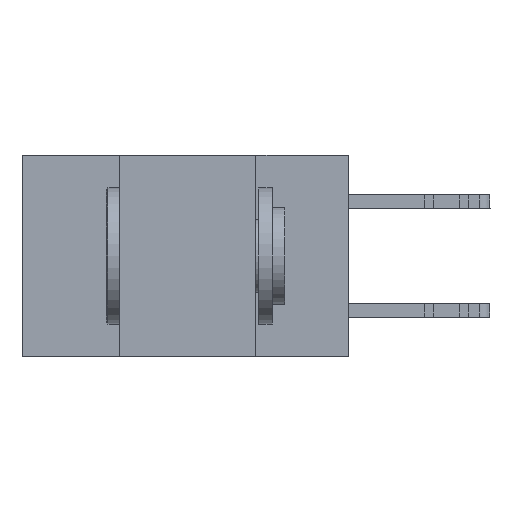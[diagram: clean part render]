
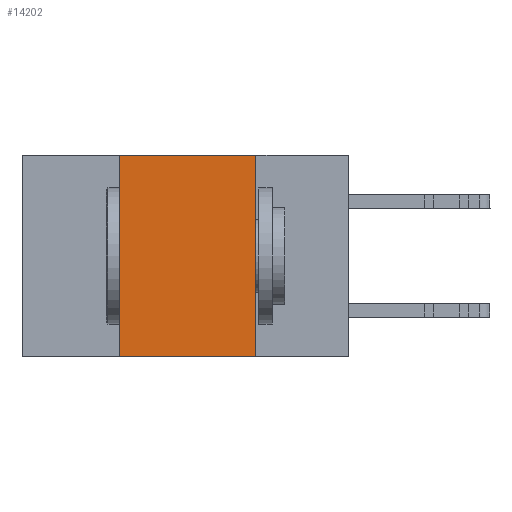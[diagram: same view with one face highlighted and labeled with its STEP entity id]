
A CAD part, left-side view. The second image highlights one B-rep face of the part: STEP entity #14202.
In plain terms, the highlighted planar face has unit normal (-1, 0, 0).
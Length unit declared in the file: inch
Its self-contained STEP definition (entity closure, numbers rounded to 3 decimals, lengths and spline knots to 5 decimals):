
#77 = EDGE_CURVE ( 'NONE', #19430, #3775, #18232, .T. ) ;
#79 = CARTESIAN_POINT ( 'NONE',  ( 0., 0.42, 0. ) ) ;
#351 = CARTESIAN_POINT ( 'NONE',  ( 0., 0.42, -0.37 ) ) ;
#359 = DIRECTION ( 'NONE',  ( 0., -1., 0. ) ) ;
#367 = VECTOR ( 'NONE', #19924, 39.37008 ) ;
#732 = EDGE_CURVE ( 'NONE', #12386, #19430, #19269, .T. ) ;
#1280 = DIRECTION ( 'NONE',  ( 0., 0., -1. ) ) ;
#1800 = ORIENTED_EDGE ( 'NONE', *, *, #732, .F. ) ;
#3634 = CARTESIAN_POINT ( 'NONE',  ( 0., 0.17, -0.37 ) ) ;
#3725 = ORIENTED_EDGE ( 'NONE', *, *, #24380, .T. ) ;
#3771 = EDGE_CURVE ( 'NONE', #3775, #16765, #9144, .T. ) ;
#3775 = VERTEX_POINT ( 'NONE', #15764 ) ;
#4209 = CARTESIAN_POINT ( 'NONE',  ( 0., 0.6, 0. ) ) ;
#4545 = DIRECTION ( 'NONE',  ( 0., -1., 0. ) ) ;
#5487 = VECTOR ( 'NONE', #4545, 39.37008 ) ;
#8442 = VECTOR ( 'NONE', #1280, 39.37008 ) ;
#8770 = PLANE ( 'NONE',  #22779 ) ;
#9097 = EDGE_LOOP ( 'NONE', ( #27325, #13311, #1800, #3725 ) ) ;
#9144 = LINE ( 'NONE', #14703, #8442 ) ;
#9447 = LINE ( 'NONE', #9476, #20770 ) ;
#9476 = CARTESIAN_POINT ( 'NONE',  ( 0., 0.6, -0.37 ) ) ;
#11040 = DIRECTION ( 'NONE',  ( 1., 0., 0. ) ) ;
#12386 = VERTEX_POINT ( 'NONE', #351 ) ;
#12949 = CARTESIAN_POINT ( 'NONE',  ( 0., 0.42, 0. ) ) ;
#13311 = ORIENTED_EDGE ( 'NONE', *, *, #77, .F. ) ;
#14202 = ADVANCED_FACE ( 'NONE', ( #24662 ), #8770, .F. ) ;
#14703 = CARTESIAN_POINT ( 'NONE',  ( 0., 0.17, 0. ) ) ;
#15764 = CARTESIAN_POINT ( 'NONE',  ( 0., 0.17, 0. ) ) ;
#16765 = VERTEX_POINT ( 'NONE', #3634 ) ;
#18232 = LINE ( 'NONE', #20558, #5487 ) ;
#19269 = LINE ( 'NONE', #12949, #367 ) ;
#19430 = VERTEX_POINT ( 'NONE', #79 ) ;
#19924 = DIRECTION ( 'NONE',  ( 0., 0., 1. ) ) ;
#20558 = CARTESIAN_POINT ( 'NONE',  ( 0., 0.6, 0. ) ) ;
#20770 = VECTOR ( 'NONE', #359, 39.37008 ) ;
#22779 = AXIS2_PLACEMENT_3D ( 'NONE', #4209, #11040, #26861 ) ;
#24380 = EDGE_CURVE ( 'NONE', #12386, #16765, #9447, .T. ) ;
#24662 = FACE_OUTER_BOUND ( 'NONE', #9097, .T. ) ;
#26861 = DIRECTION ( 'NONE',  ( 0., 0., -1. ) ) ;
#27325 = ORIENTED_EDGE ( 'NONE', *, *, #3771, .F. ) ;
